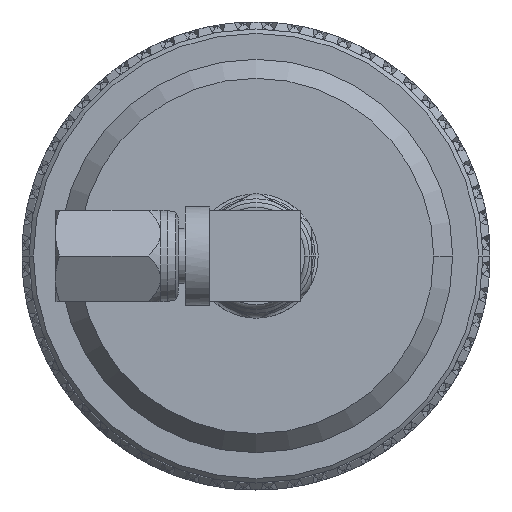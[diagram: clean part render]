
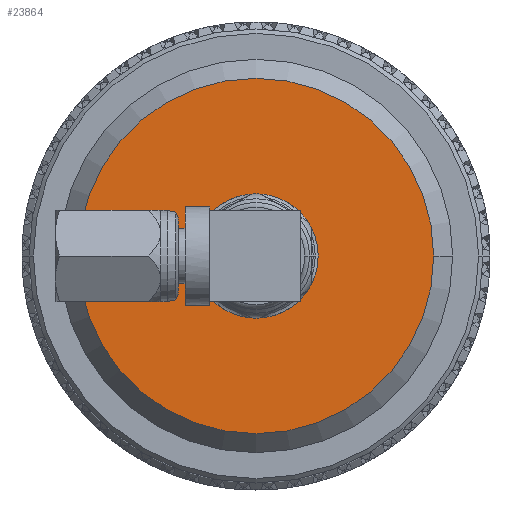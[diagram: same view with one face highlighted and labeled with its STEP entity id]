
A CAD part, left-side view. The second image highlights one B-rep face of the part: STEP entity #23864.
In plain terms, the highlighted face is planar.
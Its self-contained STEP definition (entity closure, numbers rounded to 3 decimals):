
#1791 = PLANE ( 'NONE',  #98206 ) ;
#2253 = VERTEX_POINT ( 'NONE', #96422 ) ;
#3482 = FACE_BOUND ( 'NONE', #36638, .T. ) ;
#5256 = EDGE_CURVE ( 'NONE', #2253, #28054, #15857, .T. ) ;
#5409 = ORIENTED_EDGE ( 'NONE', *, *, #94478, .F. ) ;
#6683 = DIRECTION ( 'NONE',  ( -1., 0., 0. ) ) ;
#6906 = AXIS2_PLACEMENT_3D ( 'NONE', #71187, #70839, #9813 ) ;
#7854 = CIRCLE ( 'NONE', #6906, 2.697 ) ;
#9813 = DIRECTION ( 'NONE',  ( 0., -1., 0. ) ) ;
#10001 = DIRECTION ( 'NONE',  ( -1., 0., 0. ) ) ;
#11450 = CARTESIAN_POINT ( 'NONE',  ( 17.893, 0., 0. ) ) ;
#15857 = CIRCLE ( 'NONE', #89723, 7.716 ) ;
#18881 = CIRCLE ( 'NONE', #59486, 2.697 ) ;
#19679 = VERTEX_POINT ( 'NONE', #85494 ) ;
#21070 = ORIENTED_EDGE ( 'NONE', *, *, #24574, .T. ) ;
#23864 = ADVANCED_FACE ( 'NONE', ( #64031, #3482 ), #1791, .F. ) ;
#24194 = AXIS2_PLACEMENT_3D ( 'NONE', #55347, #10001, #26243 ) ;
#24574 = EDGE_CURVE ( 'NONE', #19679, #64086, #18881, .T. ) ;
#25416 = CARTESIAN_POINT ( 'NONE',  ( 17.893, 7.716, 0. ) ) ;
#26243 = DIRECTION ( 'NONE',  ( 0., -1., 0. ) ) ;
#28054 = VERTEX_POINT ( 'NONE', #51314 ) ;
#33435 = ORIENTED_EDGE ( 'NONE', *, *, #5256, .F. ) ;
#35341 = EDGE_LOOP ( 'NONE', ( #33435, #5409 ) ) ;
#35392 = EDGE_CURVE ( 'NONE', #64086, #19679, #7854, .T. ) ;
#36638 = EDGE_LOOP ( 'NONE', ( #92013, #21070 ) ) ;
#44406 = CARTESIAN_POINT ( 'NONE',  ( 17.893, 0., 0. ) ) ;
#51314 = CARTESIAN_POINT ( 'NONE',  ( 17.893, 7.716, 0. ) ) ;
#53879 = CARTESIAN_POINT ( 'NONE',  ( 17.893, -2.697, 0. ) ) ;
#55347 = CARTESIAN_POINT ( 'NONE',  ( 17.893, 0., 0. ) ) ;
#56802 = DIRECTION ( 'NONE',  ( 0., -1., 0. ) ) ;
#59486 = AXIS2_PLACEMENT_3D ( 'NONE', #11450, #71491, #56802 ) ;
#59527 = CIRCLE ( 'NONE', #24194, 7.716 ) ;
#64031 = FACE_OUTER_BOUND ( 'NONE', #35341, .T. ) ;
#64086 = VERTEX_POINT ( 'NONE', #53879 ) ;
#70238 = DIRECTION ( 'NONE',  ( 0., -1., 0. ) ) ;
#70839 = DIRECTION ( 'NONE',  ( -1., 0., 0. ) ) ;
#71187 = CARTESIAN_POINT ( 'NONE',  ( 17.893, 0., 0. ) ) ;
#71491 = DIRECTION ( 'NONE',  ( -1., 0., 0. ) ) ;
#77584 = DIRECTION ( 'NONE',  ( -1., 0., 0. ) ) ;
#85494 = CARTESIAN_POINT ( 'NONE',  ( 17.893, 2.697, 0. ) ) ;
#89723 = AXIS2_PLACEMENT_3D ( 'NONE', #44406, #6683, #97638 ) ;
#92013 = ORIENTED_EDGE ( 'NONE', *, *, #35392, .T. ) ;
#94478 = EDGE_CURVE ( 'NONE', #28054, #2253, #59527, .T. ) ;
#96422 = CARTESIAN_POINT ( 'NONE',  ( 17.893, -7.716, 0. ) ) ;
#97638 = DIRECTION ( 'NONE',  ( 0., -1., 0. ) ) ;
#98206 = AXIS2_PLACEMENT_3D ( 'NONE', #25416, #77584, #70238 ) ;
